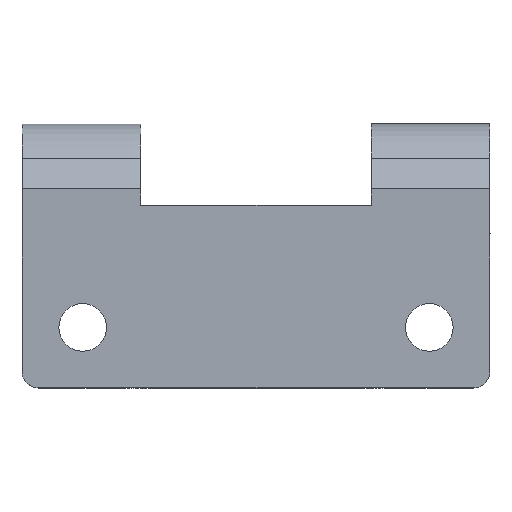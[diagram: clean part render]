
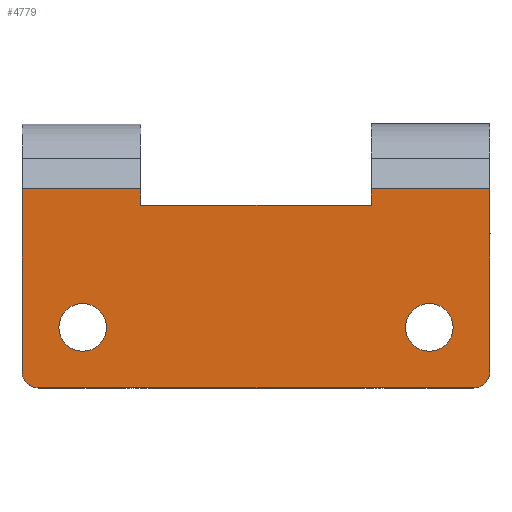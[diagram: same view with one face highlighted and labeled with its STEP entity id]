
A CAD part, front view. The second image highlights one B-rep face of the part: STEP entity #4779.
In plain terms, the highlighted planar face has unit normal (0, -1, 0).
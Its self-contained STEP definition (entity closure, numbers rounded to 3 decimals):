
#42 = AXIS2_PLACEMENT_3D ( 'NONE', #3775, #1147, #425 ) ;
#79 = ORIENTED_EDGE ( 'NONE', *, *, #1461, .T. ) ;
#88 = VERTEX_POINT ( 'NONE', #2500 ) ;
#150 = ORIENTED_EDGE ( 'NONE', *, *, #5426, .T. ) ;
#163 = CARTESIAN_POINT ( 'NONE',  ( 47.982, 25.722, 17.562 ) ) ;
#188 = EDGE_CURVE ( 'NONE', #675, #3702, #516, .T. ) ;
#230 = VECTOR ( 'NONE', #1027, 1000. ) ;
#254 = EDGE_CURVE ( 'NONE', #2196, #5391, #490, .T. ) ;
#274 = ORIENTED_EDGE ( 'NONE', *, *, #2411, .T. ) ;
#276 = CARTESIAN_POINT ( 'NONE',  ( 27.175, 25.722, 0.837 ) ) ;
#324 = VECTOR ( 'NONE', #1348, 1000. ) ;
#425 = DIRECTION ( 'NONE',  ( 1., 0., 0. ) ) ;
#490 = LINE ( 'NONE', #3075, #830 ) ;
#495 = CARTESIAN_POINT ( 'NONE',  ( 58.523, 25.722, 19.086 ) ) ;
#516 = LINE ( 'NONE', #3484, #2933 ) ;
#556 = VERTEX_POINT ( 'NONE', #3261 ) ;
#604 = CARTESIAN_POINT ( 'NONE',  ( 32.107, 25.722, 6.386 ) ) ;
#657 = DIRECTION ( 'NONE',  ( 1., 0., 0. ) ) ;
#661 = EDGE_CURVE ( 'NONE', #4649, #2903, #3573, .T. ) ;
#675 = VERTEX_POINT ( 'NONE', #2074 ) ;
#683 = LINE ( 'NONE', #5294, #837 ) ;
#695 = CARTESIAN_POINT ( 'NONE',  ( 28.068, 25.722, 0.837 ) ) ;
#710 = DIRECTION ( 'NONE',  ( 0., 1., 0. ) ) ;
#764 = ORIENTED_EDGE ( 'NONE', *, *, #254, .F. ) ;
#806 =( BOUNDED_CURVE ( )  B_SPLINE_CURVE ( 3, ( #1754, #3867, #4659, #3433 ),
 .UNSPECIFIED., .F., .T. ) 
 B_SPLINE_CURVE_WITH_KNOTS ( ( 4, 4 ),
 ( 0., 1.571 ),
 .UNSPECIFIED. ) 
 CURVE ( )  GEOMETRIC_REPRESENTATION_ITEM ( )  RATIONAL_B_SPLINE_CURVE ( ( 1., 0.805, 0.805, 1. ) ) 
 REPRESENTATION_ITEM ( '' )  );
#830 = VECTOR ( 'NONE', #882, 1000. ) ;
#837 = VECTOR ( 'NONE', #1837, 1000. ) ;
#866 = PLANE ( 'NONE',  #5219 ) ;
#882 = DIRECTION ( 'NONE',  ( 0., 0., -1. ) ) ;
#897 = EDGE_CURVE ( 'NONE', #5093, #4065, #5301, .T. ) ;
#953 = CARTESIAN_POINT ( 'NONE',  ( 26.544, 25.722, 9.962 ) ) ;
#954 = CARTESIAN_POINT ( 'NONE',  ( 34.291, 25.722, 6.386 ) ) ;
#1027 = DIRECTION ( 'NONE',  ( 1., 0., 0. ) ) ;
#1132 = ORIENTED_EDGE ( 'NONE', *, *, #4006, .T. ) ;
#1147 = DIRECTION ( 'NONE',  ( 0., 1., 0. ) ) ;
#1152 = DIRECTION ( 'NONE',  ( 1., 0., 0. ) ) ;
#1182 = CIRCLE ( 'NONE', #3378, 2.184 ) ;
#1188 = CIRCLE ( 'NONE', #42, 2.184 ) ;
#1236 = EDGE_CURVE ( 'NONE', #3587, #556, #1182, .T. ) ;
#1279 = CARTESIAN_POINT ( 'NONE',  ( 26.544, 25.722, 19.086 ) ) ;
#1302 = FACE_BOUND ( 'NONE', #4949, .T. ) ;
#1348 = DIRECTION ( 'NONE',  ( -1., 0., 0. ) ) ;
#1380 = LINE ( 'NONE', #163, #324 ) ;
#1386 = CARTESIAN_POINT ( 'NONE',  ( 69.419, 25.722, 19.086 ) ) ;
#1461 = EDGE_CURVE ( 'NONE', #2196, #1884, #683, .T. ) ;
#1514 = CARTESIAN_POINT ( 'NONE',  ( 26.544, 25.722, 2.361 ) ) ;
#1523 = VECTOR ( 'NONE', #1895, 1000. ) ;
#1754 = CARTESIAN_POINT ( 'NONE',  ( 67.895, 25.722, 0.837 ) ) ;
#1783 = DIRECTION ( 'NONE',  ( -1., 0., 0. ) ) ;
#1837 = DIRECTION ( 'NONE',  ( -1., 0., 0. ) ) ;
#1865 = EDGE_CURVE ( 'NONE', #3776, #88, #1188, .T. ) ;
#1884 = VERTEX_POINT ( 'NONE', #1279 ) ;
#1895 = DIRECTION ( 'NONE',  ( 0., 0., -1. ) ) ;
#1913 = CARTESIAN_POINT ( 'NONE',  ( 28.068, 25.722, 0.837 ) ) ;
#1980 = AXIS2_PLACEMENT_3D ( 'NONE', #604, #710, #657 ) ;
#2074 = CARTESIAN_POINT ( 'NONE',  ( 69.419, 25.722, 2.361 ) ) ;
#2090 = ORIENTED_EDGE ( 'NONE', *, *, #897, .T. ) ;
#2196 = VERTEX_POINT ( 'NONE', #2923 ) ;
#2238 = ORIENTED_EDGE ( 'NONE', *, *, #3987, .T. ) ;
#2365 = CARTESIAN_POINT ( 'NONE',  ( 61.672, 25.722, 6.386 ) ) ;
#2411 = EDGE_CURVE ( 'NONE', #556, #3587, #3733, .T. ) ;
#2447 = DIRECTION ( 'NONE',  ( 0., 0., -1. ) ) ;
#2498 = CARTESIAN_POINT ( 'NONE',  ( 67.895, 25.722, 0.837 ) ) ;
#2500 = CARTESIAN_POINT ( 'NONE',  ( 66.041, 25.722, 6.386 ) ) ;
#2537 = CARTESIAN_POINT ( 'NONE',  ( 69.519, 25.722, 0.737 ) ) ;
#2543 = VERTEX_POINT ( 'NONE', #2498 ) ;
#2622 = ORIENTED_EDGE ( 'NONE', *, *, #1236, .T. ) ;
#2676 = EDGE_LOOP ( 'NONE', ( #2622, #274 ) ) ;
#2694 = CARTESIAN_POINT ( 'NONE',  ( 58.523, 25.722, 17.562 ) ) ;
#2715 = EDGE_CURVE ( 'NONE', #1884, #4649, #4703, .T. ) ;
#2795 = EDGE_LOOP ( 'NONE', ( #79, #3093, #3101, #2238, #4488, #4082, #150, #2090, #1132, #764 ) ) ;
#2856 = CARTESIAN_POINT ( 'NONE',  ( 63.857, 25.722, 6.386 ) ) ;
#2868 = AXIS2_PLACEMENT_3D ( 'NONE', #2856, #4522, #1152 ) ;
#2887 = EDGE_CURVE ( 'NONE', #2543, #675, #806, .T. ) ;
#2903 = VERTEX_POINT ( 'NONE', #1913 ) ;
#2923 = CARTESIAN_POINT ( 'NONE',  ( 37.441, 25.722, 19.086 ) ) ;
#2933 = VECTOR ( 'NONE', #3866, 1000. ) ;
#2978 = DIRECTION ( 'NONE',  ( 0., 0., 1. ) ) ;
#3075 = CARTESIAN_POINT ( 'NONE',  ( 37.441, 25.722, 12.928 ) ) ;
#3080 = DIRECTION ( 'NONE',  ( 0., 1., 0. ) ) ;
#3093 = ORIENTED_EDGE ( 'NONE', *, *, #2715, .T. ) ;
#3101 = ORIENTED_EDGE ( 'NONE', *, *, #661, .T. ) ;
#3181 = ORIENTED_EDGE ( 'NONE', *, *, #1865, .T. ) ;
#3215 = CIRCLE ( 'NONE', #2868, 2.184 ) ;
#3261 = CARTESIAN_POINT ( 'NONE',  ( 29.922, 25.722, 6.386 ) ) ;
#3378 = AXIS2_PLACEMENT_3D ( 'NONE', #3793, #3080, #5056 ) ;
#3433 = CARTESIAN_POINT ( 'NONE',  ( 69.419, 25.722, 2.361 ) ) ;
#3484 = CARTESIAN_POINT ( 'NONE',  ( 69.419, 25.722, 9.962 ) ) ;
#3554 = CARTESIAN_POINT ( 'NONE',  ( 26.544, 25.722, 1.468 ) ) ;
#3573 =( BOUNDED_CURVE ( )  B_SPLINE_CURVE ( 3, ( #4015, #3554, #276, #695 ),
 .UNSPECIFIED., .F., .T. ) 
 B_SPLINE_CURVE_WITH_KNOTS ( ( 4, 4 ),
 ( 4.712, 6.283 ),
 .UNSPECIFIED. ) 
 CURVE ( )  GEOMETRIC_REPRESENTATION_ITEM ( )  RATIONAL_B_SPLINE_CURVE ( ( 1., 0.805, 0.805, 1. ) ) 
 REPRESENTATION_ITEM ( '' )  );
#3587 = VERTEX_POINT ( 'NONE', #954 ) ;
#3702 = VERTEX_POINT ( 'NONE', #1386 ) ;
#3733 = CIRCLE ( 'NONE', #1980, 2.184 ) ;
#3775 = CARTESIAN_POINT ( 'NONE',  ( 63.857, 25.722, 6.386 ) ) ;
#3776 = VERTEX_POINT ( 'NONE', #2365 ) ;
#3793 = CARTESIAN_POINT ( 'NONE',  ( 32.107, 25.722, 6.386 ) ) ;
#3866 = DIRECTION ( 'NONE',  ( 0., 0., 1. ) ) ;
#3867 = CARTESIAN_POINT ( 'NONE',  ( 68.788, 25.722, 0.837 ) ) ;
#3872 = CARTESIAN_POINT ( 'NONE',  ( 47.982, 25.722, 19.086 ) ) ;
#3925 = ORIENTED_EDGE ( 'NONE', *, *, #5223, .T. ) ;
#3987 = EDGE_CURVE ( 'NONE', #2903, #2543, #4698, .T. ) ;
#4006 = EDGE_CURVE ( 'NONE', #4065, #5391, #1380, .T. ) ;
#4015 = CARTESIAN_POINT ( 'NONE',  ( 26.544, 25.722, 2.361 ) ) ;
#4065 = VERTEX_POINT ( 'NONE', #2694 ) ;
#4082 = ORIENTED_EDGE ( 'NONE', *, *, #188, .T. ) ;
#4286 = CARTESIAN_POINT ( 'NONE',  ( 47.982, 25.722, 0.837 ) ) ;
#4347 = VECTOR ( 'NONE', #2447, 1000. ) ;
#4488 = ORIENTED_EDGE ( 'NONE', *, *, #2887, .T. ) ;
#4522 = DIRECTION ( 'NONE',  ( 0., 1., 0. ) ) ;
#4619 = FACE_OUTER_BOUND ( 'NONE', #2795, .T. ) ;
#4649 = VERTEX_POINT ( 'NONE', #1514 ) ;
#4659 = CARTESIAN_POINT ( 'NONE',  ( 69.419, 25.722, 1.468 ) ) ;
#4698 = LINE ( 'NONE', #4286, #230 ) ;
#4703 = LINE ( 'NONE', #953, #4347 ) ;
#4779 = ADVANCED_FACE ( 'F1', ( #5031, #1302, #4619 ), #866, .T. ) ;
#4889 = CARTESIAN_POINT ( 'NONE',  ( 58.523, 25.722, 12.928 ) ) ;
#4949 = EDGE_LOOP ( 'NONE', ( #3925, #3181 ) ) ;
#5030 = LINE ( 'NONE', #3872, #5140 ) ;
#5031 = FACE_BOUND ( 'NONE', #2676, .T. ) ;
#5056 = DIRECTION ( 'NONE',  ( 1., 0., 0. ) ) ;
#5060 = DIRECTION ( 'NONE',  ( 0., -1., 0. ) ) ;
#5093 = VERTEX_POINT ( 'NONE', #495 ) ;
#5140 = VECTOR ( 'NONE', #1783, 1000. ) ;
#5219 = AXIS2_PLACEMENT_3D ( 'NONE', #2537, #5060, #2978 ) ;
#5223 = EDGE_CURVE ( 'NONE', #88, #3776, #3215, .T. ) ;
#5278 = CARTESIAN_POINT ( 'NONE',  ( 37.441, 25.722, 17.562 ) ) ;
#5294 = CARTESIAN_POINT ( 'NONE',  ( 47.982, 25.722, 19.086 ) ) ;
#5301 = LINE ( 'NONE', #4889, #1523 ) ;
#5391 = VERTEX_POINT ( 'NONE', #5278 ) ;
#5426 = EDGE_CURVE ( 'NONE', #3702, #5093, #5030, .T. ) ;
